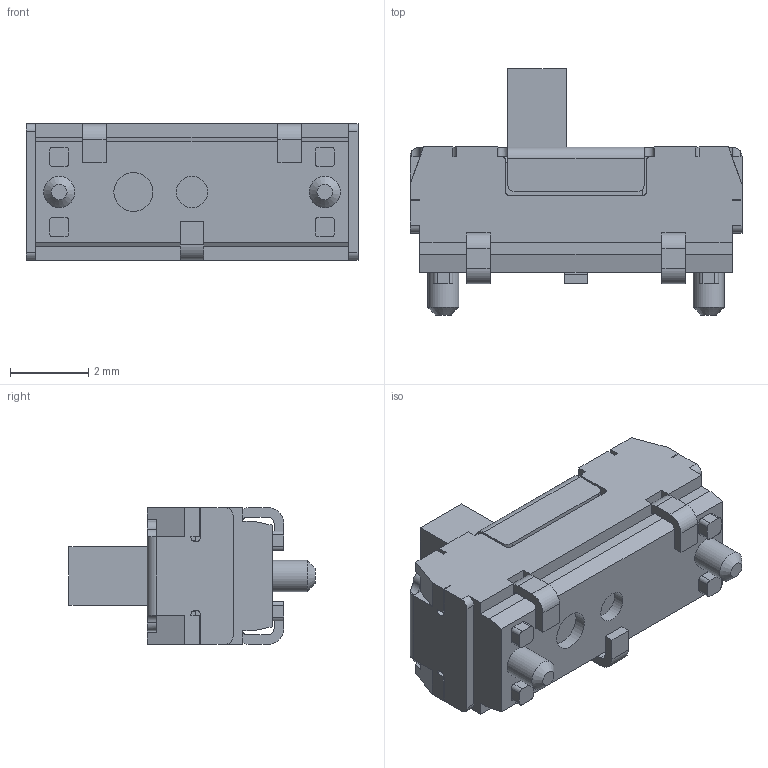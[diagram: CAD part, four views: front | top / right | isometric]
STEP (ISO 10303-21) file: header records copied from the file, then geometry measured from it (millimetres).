
FILE_DESCRIPTION(('FreeCAD Model'),'2;1');
FILE_NAME('copal-cl-sb-12a-01.step', '2018-07-15T07:37:55',('kicad StepUp'),('ksu MCAD'), 'Open CASCADE STEP processor 7.2','FreeCAD','Unknown');
FILE_SCHEMA(('AUTOMOTIVE_DESIGN { 1 0 10303 214 1 1 1 1 }'));
Length unit declared in the file: millimetre
Products named in the file (5): _2Top_setting_s; _12A-01_c; CL_SB_12A_01T
Assembly tree (2 placements, depth 2):
  _2Top_setting_s
  _12A-01_c
  CL_SB_12A_01T
    _12A-01_c
    _2Top_setting_s
Bounding box: 8.5 x 6.3 x 3.5 mm (x, y, z)
Volume: 169.2 mm3; surface area: 546.7 mm2
Topology: 4 solids, 4 shells, 560 faces, 1624 edges, 1056 vertices
Faces by surface type: plane 398, cylinder 158, cone 4
Full cylindrical faces by diameter (mm): 0.8 x6, 1 x2
Entity records: 44027 total; most frequent: CARTESIAN_POINT 7291, DIRECTION 6250, LINE 4148, VECTOR 4148, ORIENTED_EDGE 3248, PCURVE 3248, DEFINITIONAL_REPRESENTATION 3248, EDGE_CURVE 1624
